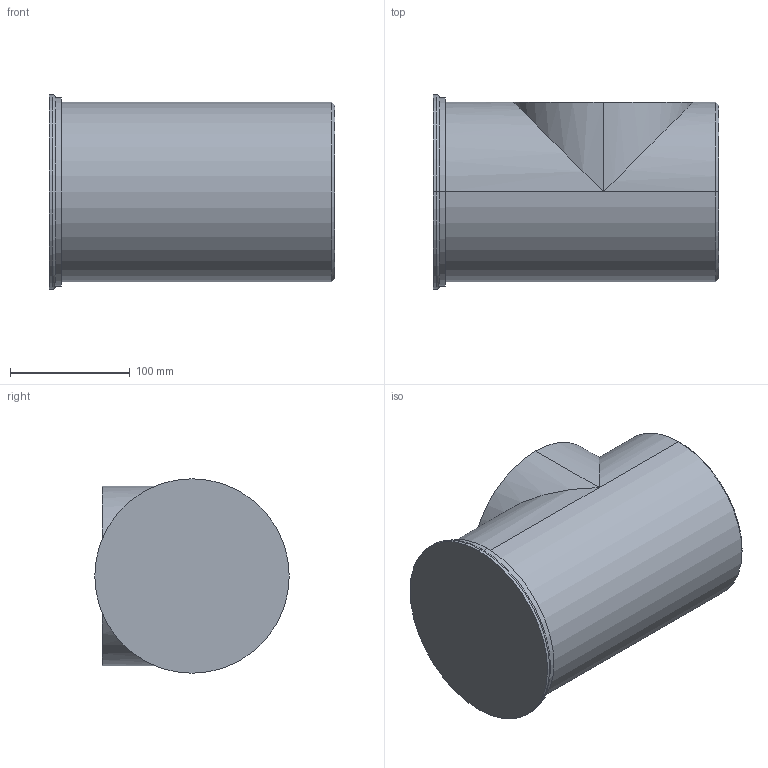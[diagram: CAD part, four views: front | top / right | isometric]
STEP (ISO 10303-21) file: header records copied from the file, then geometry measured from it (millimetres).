
FILE_DESCRIPTION (( 'STEP AP203' ), '1' );
FILE_NAME ('Pieza_2_1_Predeterminado_sldprt.STEP', '2021-12-14T20:28:23', ( 'China' ), ( 'Home' ), 'SwSTEP 2.0', 'SolidWorks 2020', '' );
FILE_SCHEMA (( 'CONFIG_CONTROL_DESIGN' ));
Length unit declared in the file: inch
Products named in the file (1): Pieza_2_1_Predeterminado_sldprt
Bounding box: 238.76 x 162.56 x 162.56 mm (x, y, z)
Volume: 4434135.1 mm3; surface area: 160972.7 mm2
Topology: 1 solids, 1 shells, 18 faces, 34 edges, 19 vertices
Faces by surface type: cylinder 10, plane 4, cone 2, torus 2
Entity records: 528 total; most frequent: DIRECTION 87, CARTESIAN_POINT 84, ORIENTED_EDGE 68, AXIS2_PLACEMENT_3D 38, EDGE_CURVE 34, VERTEX_POINT 19, CIRCLE 19, EDGE_LOOP 19
